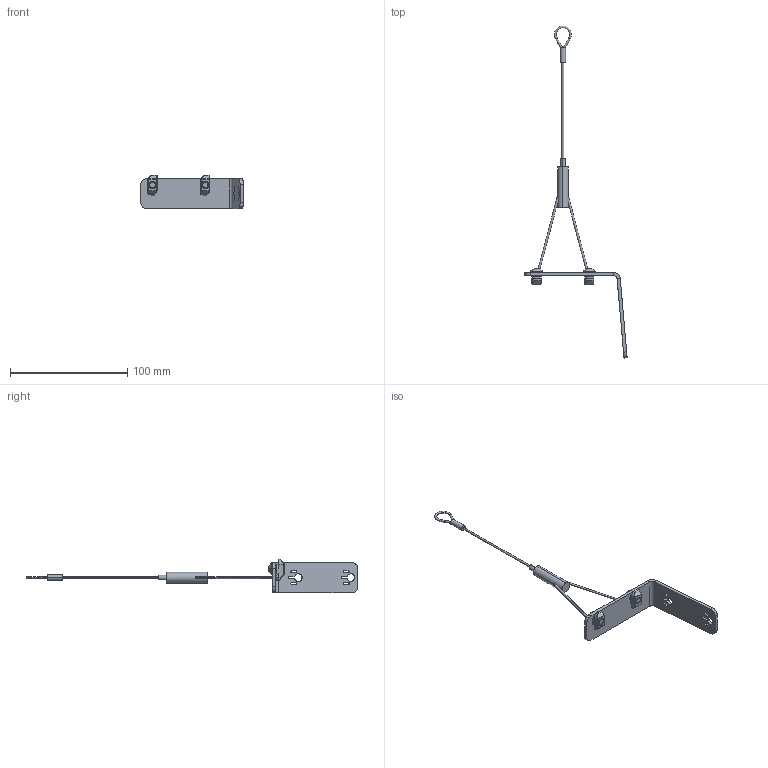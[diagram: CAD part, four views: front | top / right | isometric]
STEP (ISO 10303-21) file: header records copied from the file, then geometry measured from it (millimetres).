
FILE_DESCRIPTION((''),'2;1');
FILE_NAME('191360_ASM','2015-11-18T',('pdmadmin'),(''),'PRO/ENGINEER BY PARAMETRIC TECHNOLOGY CORPORATION, 2013230','PRO/ENGINEER BY PARAMETRIC TECHNOLOGY CORPORATION, 2013230','');
FILE_SCHEMA(('CONFIG_CONTROL_DESIGN'));
Products named in the file (7): 191289; 183318-2_AF0; 183318-1; 183318-3; M6X10_HEX_BHCS; 183534; 191360_ASM
Assembly tree (8 placements, depth 2):
  191360_ASM
    191289
    183318-2_AF0
    183318-1
    183318-3
    M6X10_HEX_BHCS  x2
    183534  x2
Bounding box: 87.36 x 283.33 x 28.2 mm (x, y, z)
Volume: 14714.9 mm3; surface area: 13671 mm2
Topology: 8 solids, 10 shells, 220 faces, 536 edges, 328 vertices
Faces by surface type: cylinder 98, plane 80, sphere 16, cone 12, bspline 8, torus 6
Entity records: 5280 total; most frequent: CARTESIAN_POINT 1356, DIRECTION 836, ORIENTED_EDGE 752, EDGE_CURVE 378, AXIS2_PLACEMENT_3D 322, VERTEX_POINT 238, VECTOR 192, LINE 192
